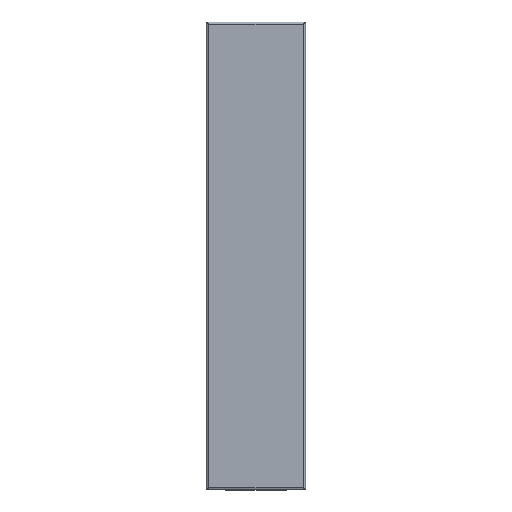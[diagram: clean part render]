
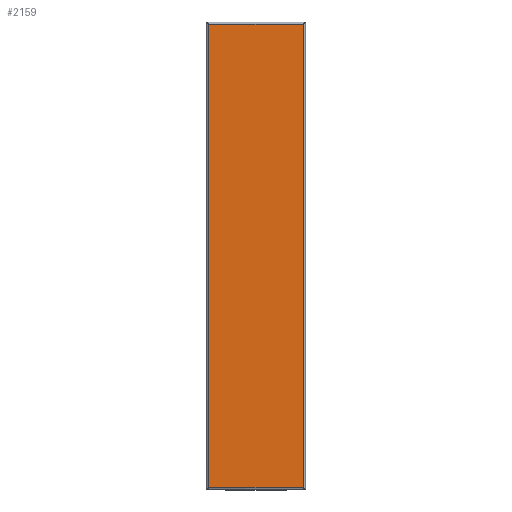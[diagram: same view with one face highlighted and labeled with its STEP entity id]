
A CAD part, top view. The second image highlights one B-rep face of the part: STEP entity #2159.
In plain terms, the highlighted planar face has unit normal (0, 0, 1).
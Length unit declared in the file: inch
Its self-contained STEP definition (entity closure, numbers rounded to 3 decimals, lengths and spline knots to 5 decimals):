
#17=PLANE('',#2287);
#127=FACE_OUTER_BOUND('',#237,.T.);
#237=EDGE_LOOP('',(#1539,#1540,#1541,#1542));
#345=LINE('',#2941,#661);
#348=LINE('',#2951,#664);
#349=LINE('',#2955,#665);
#352=LINE('',#2961,#668);
#661=VECTOR('',#2395,0.3937);
#664=VECTOR('',#2404,0.3937);
#665=VECTOR('',#2409,0.3937);
#668=VECTOR('',#2416,0.3937);
#977=VERTEX_POINT('',#2939);
#978=VERTEX_POINT('',#2940);
#982=VERTEX_POINT('',#2950);
#983=VERTEX_POINT('',#2954);
#1189=EDGE_CURVE('',#977,#978,#345,.T.);
#1194=EDGE_CURVE('',#978,#982,#348,.T.);
#1196=EDGE_CURVE('',#983,#977,#349,.T.);
#1200=EDGE_CURVE('',#982,#983,#352,.T.);
#1539=ORIENTED_EDGE('',*,*,#1189,.F.);
#1540=ORIENTED_EDGE('',*,*,#1196,.F.);
#1541=ORIENTED_EDGE('',*,*,#1200,.F.);
#1542=ORIENTED_EDGE('',*,*,#1194,.F.);
#2159=ADVANCED_FACE('',(#127),#17,.T.);
#2287=AXIS2_PLACEMENT_3D('',#2984,#2432,#2433);
#2395=DIRECTION('',(0.,1.,0.));
#2404=DIRECTION('',(1.,0.,0.));
#2409=DIRECTION('',(-1.,0.,0.));
#2416=DIRECTION('',(0.,-1.,0.));
#2432=DIRECTION('center_axis',(0.,0.,1.));
#2433=DIRECTION('ref_axis',(-1.,0.,0.));
#2939=CARTESIAN_POINT('',(-0.63732,-3.99,1.99343));
#2940=CARTESIAN_POINT('',(-0.63732,2.24921,1.99343));
#2941=CARTESIAN_POINT('',(-0.63732,-2.8389,1.99343));
#2950=CARTESIAN_POINT('',(0.63732,2.24921,1.99343));
#2951=CARTESIAN_POINT('',(0.33366,2.24921,1.99343));
#2954=CARTESIAN_POINT('',(0.63732,-3.99,1.99343));
#2955=CARTESIAN_POINT('',(0.33366,-3.99,1.99343));
#2961=CARTESIAN_POINT('',(0.63732,-2.8389,1.99343));
#2984=CARTESIAN_POINT('Origin',(0.66732,-2.8389,1.99343));
